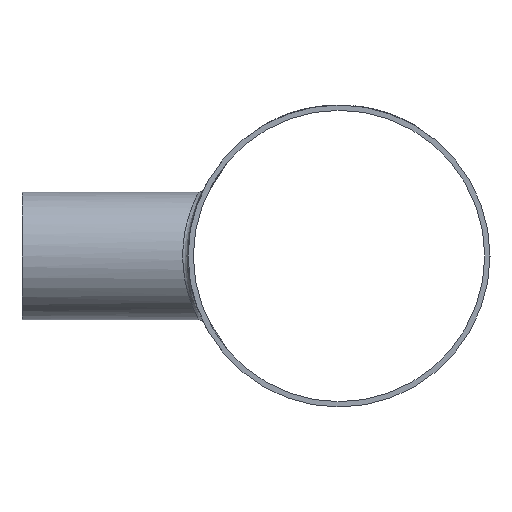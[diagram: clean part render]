
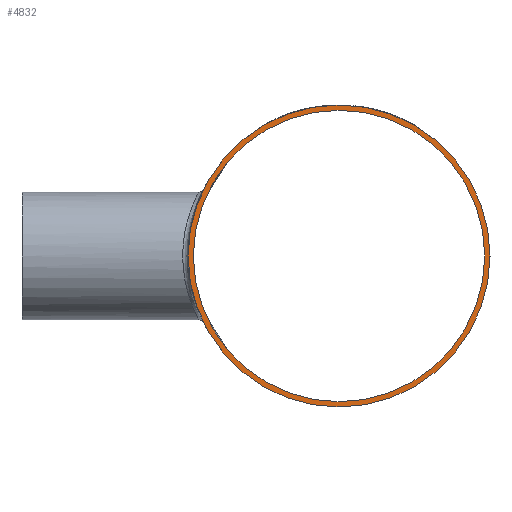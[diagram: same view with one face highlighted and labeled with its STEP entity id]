
A CAD part, left-side view. The second image highlights one B-rep face of the part: STEP entity #4832.
In plain terms, the highlighted planar face has unit normal (-1, 0, 0).
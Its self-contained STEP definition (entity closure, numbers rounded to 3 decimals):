
#39 = EDGE_CURVE ( 'NONE', #18341, #18341, #4648, .T. ) ;
#1137 = FACE_BOUND ( 'NONE', #12641, .T. ) ;
#3570 = CARTESIAN_POINT ( 'NONE',  ( -160., 0., 57.15 ) ) ;
#3729 = DIRECTION ( 'NONE',  ( 0., 0., 1. ) ) ;
#3879 = FACE_OUTER_BOUND ( 'NONE', #17561, .T. ) ;
#4648 = CIRCLE ( 'NONE', #13193, 55.15 ) ;
#4832 = ADVANCED_FACE ( 'NONE', ( #1137, #3879 ), #10403, .T. ) ;
#5230 = ORIENTED_EDGE ( 'NONE', *, *, #6912, .T. ) ;
#6759 = DIRECTION ( 'NONE',  ( -1., 0., 0. ) ) ;
#6912 = EDGE_CURVE ( 'NONE', #11586, #11586, #10598, .T. ) ;
#10308 = CARTESIAN_POINT ( 'NONE',  ( -160., 0., 55.15 ) ) ;
#10403 = PLANE ( 'NONE',  #12207 ) ;
#10598 = CIRCLE ( 'NONE', #16410, 57.15 ) ;
#10822 = ORIENTED_EDGE ( 'NONE', *, *, #39, .F. ) ;
#11586 = VERTEX_POINT ( 'NONE', #3570 ) ;
#11919 = CARTESIAN_POINT ( 'NONE',  ( -160., 0., 0. ) ) ;
#12109 = CARTESIAN_POINT ( 'NONE',  ( -160., 0., 0. ) ) ;
#12207 = AXIS2_PLACEMENT_3D ( 'NONE', #12109, #16940, #13833 ) ;
#12641 = EDGE_LOOP ( 'NONE', ( #10822 ) ) ;
#13193 = AXIS2_PLACEMENT_3D ( 'NONE', #16790, #6759, #3729 ) ;
#13432 = DIRECTION ( 'NONE',  ( -1., 0., 0. ) ) ;
#13833 = DIRECTION ( 'NONE',  ( 0., 0., 1. ) ) ;
#16410 = AXIS2_PLACEMENT_3D ( 'NONE', #11919, #13432, #19955 ) ;
#16790 = CARTESIAN_POINT ( 'NONE',  ( -160., 0., 0. ) ) ;
#16940 = DIRECTION ( 'NONE',  ( -1., 0., 0. ) ) ;
#17561 = EDGE_LOOP ( 'NONE', ( #5230 ) ) ;
#18341 = VERTEX_POINT ( 'NONE', #10308 ) ;
#19955 = DIRECTION ( 'NONE',  ( 0., 0., 1. ) ) ;
